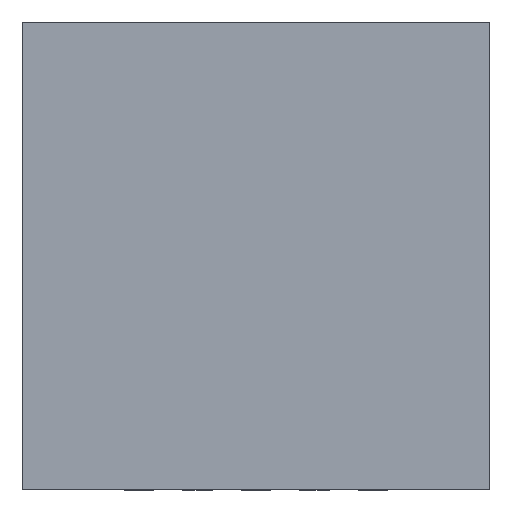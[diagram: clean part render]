
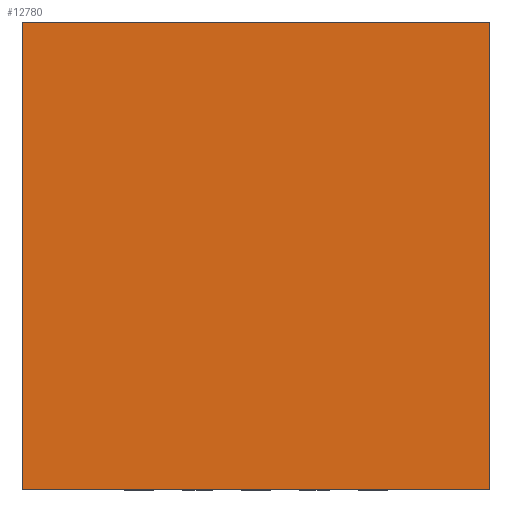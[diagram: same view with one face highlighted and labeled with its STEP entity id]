
A CAD part, top view. The second image highlights one B-rep face of the part: STEP entity #12780.
In plain terms, the highlighted face is planar.
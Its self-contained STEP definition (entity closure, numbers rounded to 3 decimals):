
#9719=DIRECTION('',(0.,0.,1.));
#9720=VECTOR('',#9719,4.);
#9721=CARTESIAN_POINT('',(-2.,0.775,-2.));
#9722=LINE('',#9721,#9720);
#9726=DIRECTION('',(-1.,0.,0.));
#9727=VECTOR('',#9726,4.);
#9728=CARTESIAN_POINT('',(2.,0.775,-2.));
#9729=LINE('',#9728,#9727);
#9733=DIRECTION('',(0.,0.,-1.));
#9734=VECTOR('',#9733,4.);
#9735=CARTESIAN_POINT('',(2.,0.775,2.));
#9736=LINE('',#9735,#9734);
#9740=DIRECTION('',(1.,0.,0.));
#9741=VECTOR('',#9740,4.);
#9742=CARTESIAN_POINT('',(-2.,0.775,2.));
#9743=LINE('',#9742,#9741);
#10617=CARTESIAN_POINT('',(-2.,0.775,-2.));
#10618=CARTESIAN_POINT('',(-2.,0.775,2.));
#10619=VERTEX_POINT('',#10617);
#10620=VERTEX_POINT('',#10618);
#10621=CARTESIAN_POINT('',(2.,0.775,2.));
#10622=VERTEX_POINT('',#10621);
#10623=CARTESIAN_POINT('',(2.,0.775,-2.));
#10624=VERTEX_POINT('',#10623);
#12769=CARTESIAN_POINT('',(0.,0.775,0.));
#12770=DIRECTION('',(0.,1.,0.));
#12771=DIRECTION('',(1.,0.,0.));
#12772=AXIS2_PLACEMENT_3D('',#12769,#12770,#12771);
#12773=PLANE('',#12772);
#12774=ORIENTED_EDGE('',*,*,#11579,.F.);
#12775=ORIENTED_EDGE('',*,*,#11692,.F.);
#12776=ORIENTED_EDGE('',*,*,#12174,.F.);
#12777=ORIENTED_EDGE('',*,*,#12627,.F.);
#12778=EDGE_LOOP('',(#12774,#12775,#12776,#12777));
#12779=FACE_OUTER_BOUND('',#12778,.F.);
#11579=EDGE_CURVE('',#10619,#10620,#9722,.T.);
#11692=EDGE_CURVE('',#10624,#10619,#9729,.T.);
#12174=EDGE_CURVE('',#10622,#10624,#9736,.T.);
#12627=EDGE_CURVE('',#10620,#10622,#9743,.T.);
#12780=ADVANCED_FACE('',(#12779),#12773,.T.);
